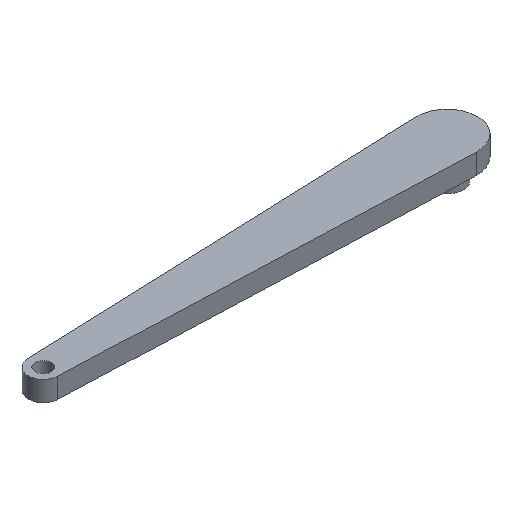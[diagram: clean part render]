
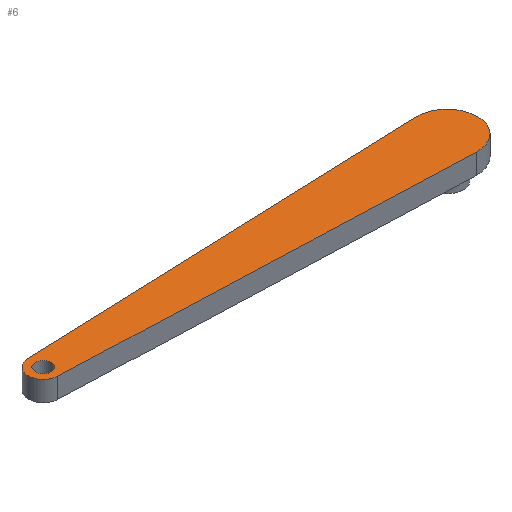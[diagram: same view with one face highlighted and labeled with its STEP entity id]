
A CAD part, isometric view. The second image highlights one B-rep face of the part: STEP entity #6.
In plain terms, the highlighted planar face has unit normal (0, 0, 1).
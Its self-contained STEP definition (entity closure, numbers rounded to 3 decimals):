
#6 = ADVANCED_FACE ( 'NONE', ( #256, #366 ), #350, .T. ) ;
#13 = CARTESIAN_POINT ( 'NONE',  ( -200., 0., 10. ) ) ;
#22 = VERTEX_POINT ( 'NONE', #247 ) ;
#23 = EDGE_LOOP ( 'NONE', ( #367, #423 ) ) ;
#34 = DIRECTION ( 'NONE',  ( 0., 0., 1. ) ) ;
#35 = CIRCLE ( 'NONE', #45, 15. ) ;
#38 = CARTESIAN_POINT ( 'NONE',  ( -0.562, -14.989, 10. ) ) ;
#44 = DIRECTION ( 'NONE',  ( 1., 0., 0. ) ) ;
#45 = AXIS2_PLACEMENT_3D ( 'NONE', #94, #91, #80 ) ;
#48 = VECTOR ( 'NONE', #204, 1000. ) ;
#49 = VERTEX_POINT ( 'NONE', #170 ) ;
#50 = CARTESIAN_POINT ( 'NONE',  ( -200., 0., 10. ) ) ;
#52 = LINE ( 'NONE', #231, #48 ) ;
#55 = DIRECTION ( 'NONE',  ( 1., 0., 0. ) ) ;
#56 = EDGE_CURVE ( 'NONE', #189, #49, #211, .T. ) ;
#73 = VERTEX_POINT ( 'NONE', #201 ) ;
#80 = DIRECTION ( 'NONE',  ( 1., 0., 0. ) ) ;
#84 = CIRCLE ( 'NONE', #412, 7.5 ) ;
#85 = VERTEX_POINT ( 'NONE', #402 ) ;
#91 = DIRECTION ( 'NONE',  ( 0., 0., 1. ) ) ;
#94 = CARTESIAN_POINT ( 'NONE',  ( 0., 0., 10. ) ) ;
#95 = CIRCLE ( 'NONE', #358, 4. ) ;
#97 = VERTEX_POINT ( 'NONE', #398 ) ;
#133 = EDGE_CURVE ( 'NONE', #85, #73, #84, .T. ) ;
#143 = DIRECTION ( 'NONE',  ( 1., 0., 0. ) ) ;
#148 = DIRECTION ( 'NONE',  ( 0., 0., 1. ) ) ;
#151 = CARTESIAN_POINT ( 'NONE',  ( -200., 0., 10. ) ) ;
#152 = VERTEX_POINT ( 'NONE', #230 ) ;
#154 = EDGE_CURVE ( 'NONE', #22, #97, #52, .T. ) ;
#158 = VECTOR ( 'NONE', #321, 1000. ) ;
#170 = CARTESIAN_POINT ( 'NONE',  ( -204., 0., 10. ) ) ;
#174 = EDGE_CURVE ( 'NONE', #49, #189, #95, .T. ) ;
#189 = VERTEX_POINT ( 'NONE', #190 ) ;
#190 = CARTESIAN_POINT ( 'NONE',  ( -196., 0., 10. ) ) ;
#200 = EDGE_CURVE ( 'NONE', #152, #97, #35, .T. ) ;
#201 = CARTESIAN_POINT ( 'NONE',  ( -200.281, -7.495, 10. ) ) ;
#204 = DIRECTION ( 'NONE',  ( 0.999, 0.038, 0. ) ) ;
#210 = CIRCLE ( 'NONE', #389, 7.5 ) ;
#211 = CIRCLE ( 'NONE', #267, 4. ) ;
#224 = LINE ( 'NONE', #38, #158 ) ;
#230 = CARTESIAN_POINT ( 'NONE',  ( -0.562, -14.989, 10. ) ) ;
#231 = CARTESIAN_POINT ( 'NONE',  ( -0.563, 14.989, 10. ) ) ;
#236 = DIRECTION ( 'NONE',  ( 1., 0., 0. ) ) ;
#237 = DIRECTION ( 'NONE',  ( 0., 0., 1. ) ) ;
#240 = CARTESIAN_POINT ( 'NONE',  ( -200., 0., 10. ) ) ;
#247 = CARTESIAN_POINT ( 'NONE',  ( -200.281, 7.495, 10. ) ) ;
#254 = DIRECTION ( 'NONE',  ( 0., 0., 1. ) ) ;
#256 = FACE_BOUND ( 'NONE', #23, .T. ) ;
#267 = AXIS2_PLACEMENT_3D ( 'NONE', #50, #34, #55 ) ;
#291 = AXIS2_PLACEMENT_3D ( 'NONE', #335, #311, #399 ) ;
#300 = ORIENTED_EDGE ( 'NONE', *, *, #154, .F. ) ;
#311 = DIRECTION ( 'NONE',  ( 0., 0., 1. ) ) ;
#316 = EDGE_CURVE ( 'NONE', #73, #152, #224, .T. ) ;
#321 = DIRECTION ( 'NONE',  ( 0.999, -0.037, 0. ) ) ;
#335 = CARTESIAN_POINT ( 'NONE',  ( 0., 0., 10. ) ) ;
#346 = EDGE_LOOP ( 'NONE', ( #300, #421, #425, #365, #391 ) ) ;
#350 = PLANE ( 'NONE',  #291 ) ;
#358 = AXIS2_PLACEMENT_3D ( 'NONE', #151, #148, #143 ) ;
#365 = ORIENTED_EDGE ( 'NONE', *, *, #316, .T. ) ;
#366 = FACE_OUTER_BOUND ( 'NONE', #346, .T. ) ;
#367 = ORIENTED_EDGE ( 'NONE', *, *, #174, .F. ) ;
#389 = AXIS2_PLACEMENT_3D ( 'NONE', #13, #254, #44 ) ;
#391 = ORIENTED_EDGE ( 'NONE', *, *, #200, .T. ) ;
#398 = CARTESIAN_POINT ( 'NONE',  ( -0.563, 14.989, 10. ) ) ;
#399 = DIRECTION ( 'NONE',  ( 1., 0., 0. ) ) ;
#400 = EDGE_CURVE ( 'NONE', #22, #85, #210, .T. ) ;
#402 = CARTESIAN_POINT ( 'NONE',  ( -207.5, 0., 10. ) ) ;
#412 = AXIS2_PLACEMENT_3D ( 'NONE', #240, #237, #236 ) ;
#421 = ORIENTED_EDGE ( 'NONE', *, *, #400, .T. ) ;
#423 = ORIENTED_EDGE ( 'NONE', *, *, #56, .F. ) ;
#425 = ORIENTED_EDGE ( 'NONE', *, *, #133, .T. ) ;
